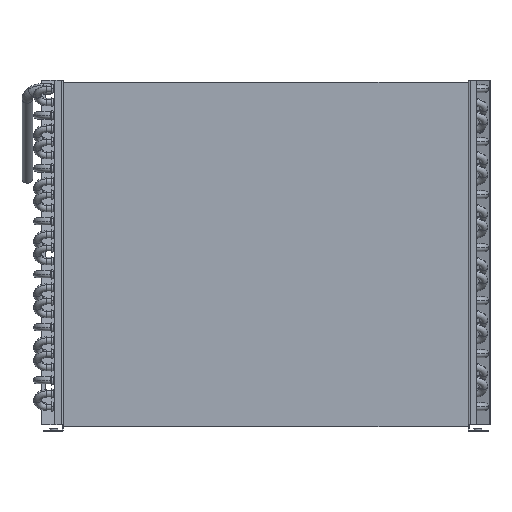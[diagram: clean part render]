
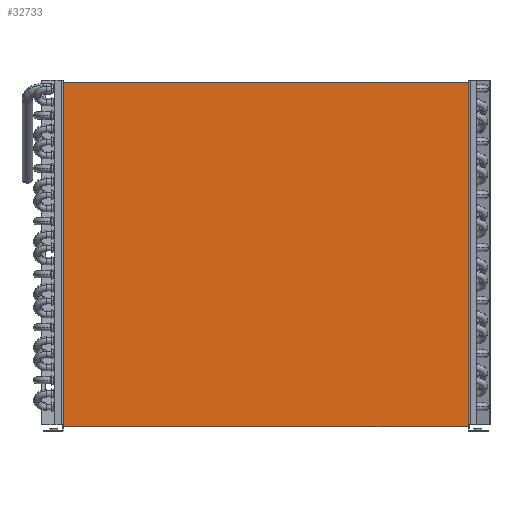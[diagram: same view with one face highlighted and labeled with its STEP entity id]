
A CAD part, left-side view. The second image highlights one B-rep face of the part: STEP entity #32733.
In plain terms, the highlighted face is planar.
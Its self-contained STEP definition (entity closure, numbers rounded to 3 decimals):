
#30311=DIRECTION('',(0.,0.,-1.));
#30312=VECTOR('',#30311,325.);
#30313=CARTESIAN_POINT('',(18.75,191.,162.5));
#30314=LINE('',#30313,#30312);
#30639=DIRECTION('',(0.,0.,-1.));
#30640=VECTOR('',#30639,325.);
#30641=CARTESIAN_POINT('',(18.75,-191.,162.5));
#30642=LINE('',#30641,#30640);
#30643=DIRECTION('',(0.,-1.,0.));
#30644=VECTOR('',#30643,382.);
#30645=CARTESIAN_POINT('',(18.75,191.,162.5));
#30646=LINE('',#30645,#30644);
#30651=DIRECTION('',(0.,-1.,0.));
#30652=VECTOR('',#30651,382.);
#30653=CARTESIAN_POINT('',(18.75,191.,-162.5));
#30654=LINE('',#30653,#30652);
#30707=CARTESIAN_POINT('',(18.75,191.,-162.5));
#30708=VERTEX_POINT('',#30707);
#30709=CARTESIAN_POINT('',(18.75,-191.,-162.5));
#30710=VERTEX_POINT('',#30709);
#30711=CARTESIAN_POINT('',(18.75,191.,162.5));
#30712=VERTEX_POINT('',#30711);
#30713=CARTESIAN_POINT('',(18.75,-191.,162.5));
#30714=VERTEX_POINT('',#30713);
#32721=CARTESIAN_POINT('',(18.75,-191.,-162.5));
#32722=DIRECTION('',(-1.,0.,0.));
#32723=DIRECTION('',(0.,0.,1.));
#32724=AXIS2_PLACEMENT_3D('',#32721,#32722,#32723);
#32725=PLANE('',#32724);
#32726=ORIENTED_EDGE('',*,*,#31444,.T.);
#32728=ORIENTED_EDGE('',*,*,#32727,.T.);
#32729=ORIENTED_EDGE('',*,*,#31109,.F.);
#32730=ORIENTED_EDGE('',*,*,#32714,.F.);
#32731=EDGE_LOOP('',(#32726,#32728,#32729,#32730));
#32732=FACE_OUTER_BOUND('',#32731,.F.);
#32733=ADVANCED_FACE('',(#32732),#32725,.F.);
#31109=EDGE_CURVE('',#30714,#30710,#30642,.T.);
#31444=EDGE_CURVE('',#30712,#30708,#30314,.T.);
#32714=EDGE_CURVE('',#30712,#30714,#30646,.T.);
#32727=EDGE_CURVE('',#30708,#30710,#30654,.T.);
